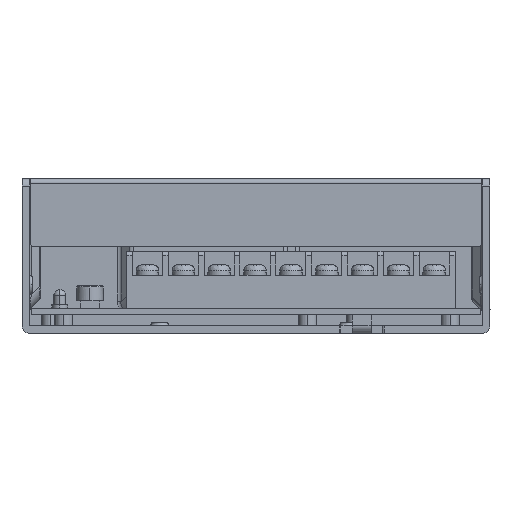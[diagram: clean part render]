
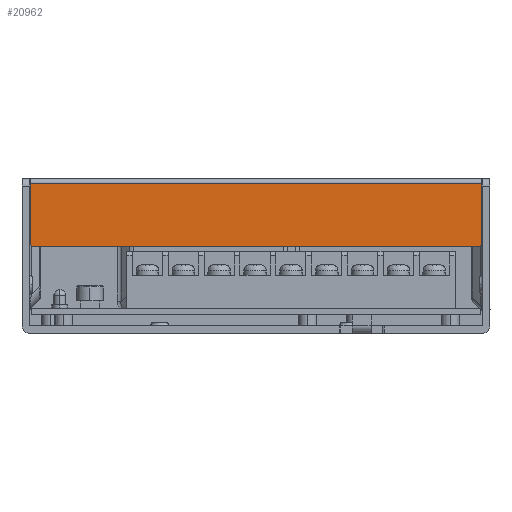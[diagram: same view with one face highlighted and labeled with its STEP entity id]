
A CAD part, left-side view. The second image highlights one B-rep face of the part: STEP entity #20962.
In plain terms, the highlighted planar face has unit normal (-1, 0, 0).
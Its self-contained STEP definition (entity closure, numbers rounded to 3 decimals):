
#17701=DIRECTION('',(0.,0.,1.));
#17702=VECTOR('',#17701,119.6);
#17703=CARTESIAN_POINT('',(-209.,-31.8,-119.8));
#17704=LINE('',#17703,#17702);
#17709=CARTESIAN_POINT('',(-209.,-16.,-118.8));
#17710=DIRECTION('',(1.,0.,0.));
#17711=DIRECTION('',(0.,0.,-1.));
#17712=AXIS2_PLACEMENT_3D('',#17709,#17710,#17711);
#17714=DIRECTION('',(0.,0.,1.));
#17715=VECTOR('',#17714,117.6);
#17716=CARTESIAN_POINT('',(-209.,-15.,-118.8));
#17717=LINE('',#17716,#17715);
#17718=CARTESIAN_POINT('',(-209.,-16.,-1.2));
#17719=DIRECTION('',(1.,0.,0.));
#17720=DIRECTION('',(0.,1.,0.));
#17721=AXIS2_PLACEMENT_3D('',#17718,#17719,#17720);
#17723=DIRECTION('',(0.,-1.,0.));
#17724=VECTOR('',#17723,15.8);
#17725=CARTESIAN_POINT('',(-209.,-16.,-0.2));
#17726=LINE('',#17725,#17724);
#17727=DIRECTION('',(0.,1.,0.));
#17728=VECTOR('',#17727,15.8);
#17729=CARTESIAN_POINT('',(-209.,-31.8,-119.8));
#17730=LINE('',#17729,#17728);
#20344=CARTESIAN_POINT('',(-209.,-16.,-119.8));
#20345=CARTESIAN_POINT('',(-209.,-15.,-118.8));
#20346=VERTEX_POINT('',#20344);
#20347=VERTEX_POINT('',#20345);
#20348=CARTESIAN_POINT('',(-209.,-15.,-1.2));
#20349=VERTEX_POINT('',#20348);
#20350=CARTESIAN_POINT('',(-209.,-16.,-0.2));
#20351=VERTEX_POINT('',#20350);
#20352=CARTESIAN_POINT('',(-209.,-31.8,-0.2));
#20353=VERTEX_POINT('',#20352);
#20354=CARTESIAN_POINT('',(-209.,-31.8,-119.8));
#20355=VERTEX_POINT('',#20354);
#20944=CARTESIAN_POINT('',(-209.,-33.,-0.2));
#20945=DIRECTION('',(-1.,0.,0.));
#20946=DIRECTION('',(0.,0.,1.));
#20947=AXIS2_PLACEMENT_3D('',#20944,#20945,#20946);
#20948=PLANE('',#20947);
#20950=ORIENTED_EDGE('',*,*,#20949,.T.);
#20952=ORIENTED_EDGE('',*,*,#20951,.T.);
#20954=ORIENTED_EDGE('',*,*,#20953,.T.);
#20956=ORIENTED_EDGE('',*,*,#20955,.T.);
#20957=ORIENTED_EDGE('',*,*,#20935,.F.);
#20959=ORIENTED_EDGE('',*,*,#20958,.T.);
#20960=EDGE_LOOP('',(#20950,#20952,#20954,#20956,#20957,#20959));
#20961=FACE_OUTER_BOUND('',#20960,.F.);
#17713=CIRCLE('',#17712,1.);
#17722=CIRCLE('',#17721,1.);
#20935=EDGE_CURVE('',#20355,#20353,#17704,.T.);
#20949=EDGE_CURVE('',#20346,#20347,#17713,.T.);
#20951=EDGE_CURVE('',#20347,#20349,#17717,.T.);
#20953=EDGE_CURVE('',#20349,#20351,#17722,.T.);
#20955=EDGE_CURVE('',#20351,#20353,#17726,.T.);
#20958=EDGE_CURVE('',#20355,#20346,#17730,.T.);
#20962=ADVANCED_FACE('',(#20961),#20948,.T.);
